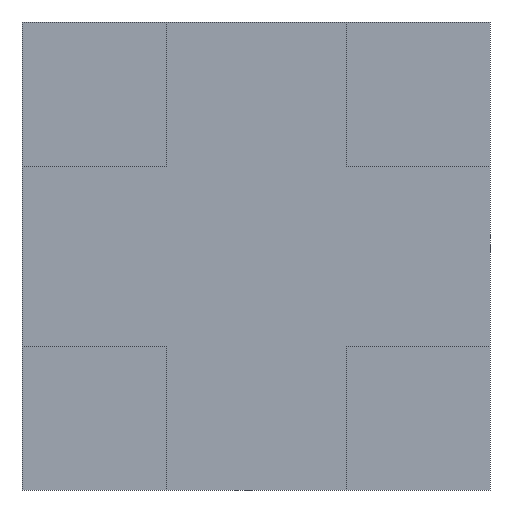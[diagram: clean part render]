
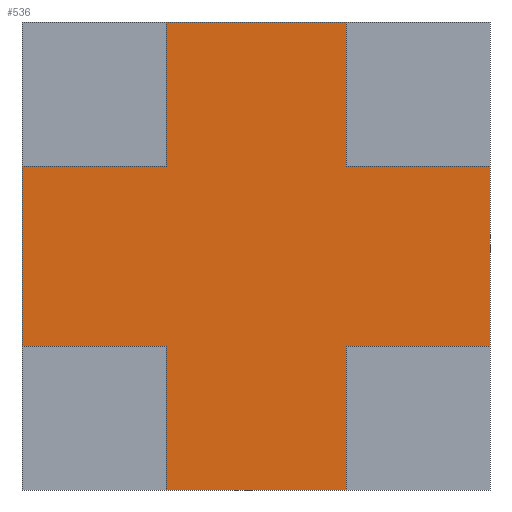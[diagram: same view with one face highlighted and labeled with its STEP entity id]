
A CAD part, front view. The second image highlights one B-rep face of the part: STEP entity #536.
In plain terms, the highlighted planar face has unit normal (0, -1, 0).
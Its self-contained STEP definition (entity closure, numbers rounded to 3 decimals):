
#40=FACE_OUTER_BOUND('',#69,.T.);
#69=EDGE_LOOP('',(#445,#446,#447,#448,#449,#450,#451,#452,#453,#454,#455,
#456));
#99=LINE('',#768,#171);
#100=LINE('',#771,#172);
#102=LINE('',#775,#174);
#104=LINE('',#779,#176);
#112=LINE('',#796,#184);
#115=LINE('',#801,#187);
#120=LINE('',#810,#192);
#124=LINE('',#819,#196);
#126=LINE('',#823,#198);
#128=LINE('',#827,#200);
#134=LINE('',#838,#206);
#136=LINE('',#841,#208);
#171=VECTOR('',#627,10.);
#172=VECTOR('',#630,10.);
#174=VECTOR('',#634,10.);
#176=VECTOR('',#638,10.);
#184=VECTOR('',#650,10.);
#187=VECTOR('',#655,10.);
#192=VECTOR('',#662,10.);
#196=VECTOR('',#670,10.);
#198=VECTOR('',#674,10.);
#200=VECTOR('',#678,10.);
#206=VECTOR('',#688,10.);
#208=VECTOR('',#692,10.);
#233=VERTEX_POINT('',#756);
#238=VERTEX_POINT('',#766);
#239=VERTEX_POINT('',#770);
#240=VERTEX_POINT('',#774);
#241=VERTEX_POINT('',#778);
#247=VERTEX_POINT('',#794);
#248=VERTEX_POINT('',#795);
#249=VERTEX_POINT('',#800);
#255=VERTEX_POINT('',#818);
#256=VERTEX_POINT('',#822);
#257=VERTEX_POINT('',#826);
#260=VERTEX_POINT('',#837);
#291=EDGE_CURVE('',#233,#238,#99,.T.);
#292=EDGE_CURVE('',#239,#233,#100,.T.);
#294=EDGE_CURVE('',#240,#239,#102,.T.);
#296=EDGE_CURVE('',#240,#241,#104,.T.);
#304=EDGE_CURVE('',#247,#248,#112,.T.);
#307=EDGE_CURVE('',#248,#249,#115,.T.);
#312=EDGE_CURVE('',#241,#247,#120,.T.);
#316=EDGE_CURVE('',#255,#249,#124,.T.);
#318=EDGE_CURVE('',#256,#255,#126,.T.);
#320=EDGE_CURVE('',#256,#257,#128,.T.);
#326=EDGE_CURVE('',#260,#238,#134,.T.);
#328=EDGE_CURVE('',#257,#260,#136,.T.);
#445=ORIENTED_EDGE('',*,*,#292,.T.);
#446=ORIENTED_EDGE('',*,*,#291,.T.);
#447=ORIENTED_EDGE('',*,*,#326,.F.);
#448=ORIENTED_EDGE('',*,*,#328,.F.);
#449=ORIENTED_EDGE('',*,*,#320,.F.);
#450=ORIENTED_EDGE('',*,*,#318,.T.);
#451=ORIENTED_EDGE('',*,*,#316,.T.);
#452=ORIENTED_EDGE('',*,*,#307,.F.);
#453=ORIENTED_EDGE('',*,*,#304,.F.);
#454=ORIENTED_EDGE('',*,*,#312,.F.);
#455=ORIENTED_EDGE('',*,*,#296,.F.);
#456=ORIENTED_EDGE('',*,*,#294,.T.);
#507=PLANE('',#580);
#536=ADVANCED_FACE('',(#40),#507,.F.);
#580=AXIS2_PLACEMENT_3D('',#842,#693,#694);
#627=DIRECTION('',(0.,0.,1.));
#630=DIRECTION('',(1.,0.,0.));
#634=DIRECTION('',(0.,0.,1.));
#638=DIRECTION('',(-1.,0.,0.));
#650=DIRECTION('',(-1.,0.,0.));
#655=DIRECTION('',(0.,0.,1.));
#662=DIRECTION('',(0.,0.,1.));
#670=DIRECTION('',(-1.,0.,0.));
#674=DIRECTION('',(0.,0.,-1.));
#678=DIRECTION('',(1.,0.,0.));
#688=DIRECTION('',(1.,0.,0.));
#692=DIRECTION('',(0.,0.,-1.));
#693=DIRECTION('center_axis',(0.,1.,0.));
#694=DIRECTION('ref_axis',(1.,0.,0.));
#756=CARTESIAN_POINT('',(1.3,0.,-0.9));
#766=CARTESIAN_POINT('',(1.3,0.,-0.4));
#768=CARTESIAN_POINT('',(1.3,0.,-0.4));
#770=CARTESIAN_POINT('',(0.9,0.,-0.9));
#771=CARTESIAN_POINT('',(0.9,0.,-0.9));
#774=CARTESIAN_POINT('',(0.9,0.,-1.3));
#775=CARTESIAN_POINT('',(0.9,0.,-1.3));
#778=CARTESIAN_POINT('',(0.4,0.,-1.3));
#779=CARTESIAN_POINT('',(1.3,0.,-1.3));
#794=CARTESIAN_POINT('',(0.4,0.,-0.9));
#795=CARTESIAN_POINT('',(0.,0.,-0.9));
#796=CARTESIAN_POINT('',(0.4,0.,-0.9));
#800=CARTESIAN_POINT('',(0.,0.,-0.4));
#801=CARTESIAN_POINT('',(0.,0.,-1.3));
#810=CARTESIAN_POINT('',(0.4,0.,-1.3));
#818=CARTESIAN_POINT('',(0.4,0.,-0.4));
#819=CARTESIAN_POINT('',(0.4,0.,-0.4));
#822=CARTESIAN_POINT('',(0.4,0.,0.));
#823=CARTESIAN_POINT('',(0.4,0.,0.));
#826=CARTESIAN_POINT('',(0.9,0.,0.));
#827=CARTESIAN_POINT('',(0.,0.,0.));
#837=CARTESIAN_POINT('',(0.9,0.,-0.4));
#838=CARTESIAN_POINT('',(0.9,0.,-0.4));
#841=CARTESIAN_POINT('',(0.9,0.,0.));
#842=CARTESIAN_POINT('Origin',(0.65,0.,-0.65));
